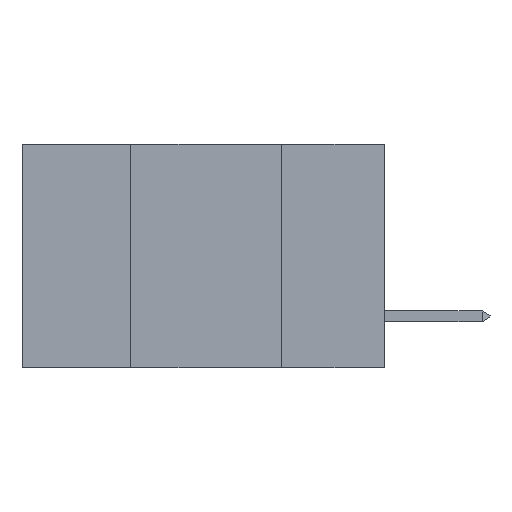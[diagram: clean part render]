
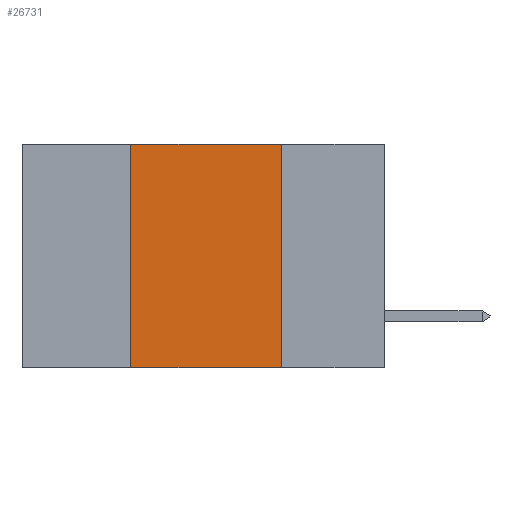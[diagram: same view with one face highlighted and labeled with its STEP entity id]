
A CAD part, left-side view. The second image highlights one B-rep face of the part: STEP entity #26731.
In plain terms, the highlighted planar face has unit normal (-1, 0, 0).
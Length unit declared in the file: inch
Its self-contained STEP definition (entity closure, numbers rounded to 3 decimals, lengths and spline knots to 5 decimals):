
#505 = EDGE_CURVE ( 'NONE', #17015, #3491, #35649, .T. ) ;
#1116 = CARTESIAN_POINT ( 'NONE',  ( 0., 0.6, 0. ) ) ;
#2380 = CARTESIAN_POINT ( 'NONE',  ( 0., 0.6, -0.37 ) ) ;
#3491 = VERTEX_POINT ( 'NONE', #16243 ) ;
#3577 = DIRECTION ( 'NONE',  ( 0., 0., 1. ) ) ;
#3831 = LINE ( 'NONE', #1116, #31420 ) ;
#5044 = CARTESIAN_POINT ( 'NONE',  ( 0., 0.17, -0.37 ) ) ;
#5592 = ORIENTED_EDGE ( 'NONE', *, *, #31893, .T. ) ;
#5939 = VECTOR ( 'NONE', #23623, 39.37008 ) ;
#10871 = VECTOR ( 'NONE', #3577, 39.37008 ) ;
#13943 = EDGE_LOOP ( 'NONE', ( #17608, #25713, #19406, #5592 ) ) ;
#14087 = CARTESIAN_POINT ( 'NONE',  ( 0., 0.6, 0. ) ) ;
#16243 = CARTESIAN_POINT ( 'NONE',  ( 0., 0.42, 0. ) ) ;
#16857 = DIRECTION ( 'NONE',  ( 0., -1., 0. ) ) ;
#17015 = VERTEX_POINT ( 'NONE', #25450 ) ;
#17171 = PLANE ( 'NONE',  #18632 ) ;
#17608 = ORIENTED_EDGE ( 'NONE', *, *, #24610, .F. ) ;
#17989 = EDGE_CURVE ( 'NONE', #3491, #23857, #3831, .T. ) ;
#18632 = AXIS2_PLACEMENT_3D ( 'NONE', #14087, #19870, #32520 ) ;
#19406 = ORIENTED_EDGE ( 'NONE', *, *, #505, .F. ) ;
#19870 = DIRECTION ( 'NONE',  ( 1., 0., 0. ) ) ;
#20263 = FACE_OUTER_BOUND ( 'NONE', #13943, .T. ) ;
#20753 = VERTEX_POINT ( 'NONE', #5044 ) ;
#23623 = DIRECTION ( 'NONE',  ( 0., 0., -1. ) ) ;
#23857 = VERTEX_POINT ( 'NONE', #24946 ) ;
#24610 = EDGE_CURVE ( 'NONE', #23857, #20753, #39981, .T. ) ;
#24946 = CARTESIAN_POINT ( 'NONE',  ( 0., 0.17, 0. ) ) ;
#25450 = CARTESIAN_POINT ( 'NONE',  ( 0., 0.42, -0.37 ) ) ;
#25713 = ORIENTED_EDGE ( 'NONE', *, *, #17989, .F. ) ;
#26731 = ADVANCED_FACE ( 'NONE', ( #20263 ), #17171, .F. ) ;
#26745 = CARTESIAN_POINT ( 'NONE',  ( 0., 0.17, 0. ) ) ;
#28631 = CARTESIAN_POINT ( 'NONE',  ( 0., 0.42, 0. ) ) ;
#30346 = LINE ( 'NONE', #2380, #34954 ) ;
#31420 = VECTOR ( 'NONE', #16857, 39.37008 ) ;
#31893 = EDGE_CURVE ( 'NONE', #17015, #20753, #30346, .T. ) ;
#32520 = DIRECTION ( 'NONE',  ( 0., 0., -1. ) ) ;
#34954 = VECTOR ( 'NONE', #40698, 39.37008 ) ;
#35649 = LINE ( 'NONE', #28631, #10871 ) ;
#39981 = LINE ( 'NONE', #26745, #5939 ) ;
#40698 = DIRECTION ( 'NONE',  ( 0., -1., 0. ) ) ;
